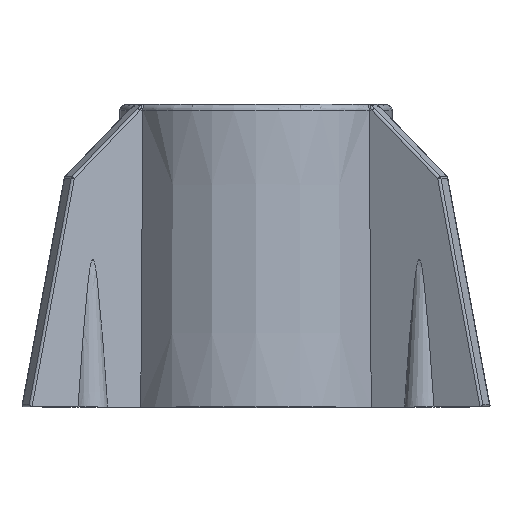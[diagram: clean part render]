
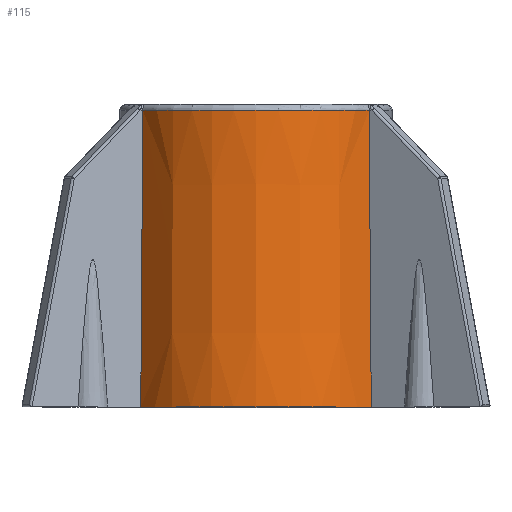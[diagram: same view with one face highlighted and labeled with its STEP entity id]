
A CAD part, top view. The second image highlights one B-rep face of the part: STEP entity #115.
In plain terms, the highlighted conical face has half-angle 0.458 degrees and reference radius 11.25 mm.
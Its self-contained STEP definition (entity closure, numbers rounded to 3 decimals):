
#10 = CARTESIAN_POINT ( 'NONE',  ( -9.35, 24.503, 6.264 ) ) ;
#115 = ADVANCED_FACE ( 'NONE', ( #2308 ), #2209, .T. ) ;
#163 = DIRECTION ( 'NONE',  ( 0., 0., -1. ) ) ;
#223 = VERTEX_POINT ( 'NONE', #2155 ) ;
#309 = CARTESIAN_POINT ( 'NONE',  ( 9.35, 24.5, 6.264 ) ) ;
#370 = CARTESIAN_POINT ( 'NONE',  ( 9.35, 24.501, 6.264 ) ) ;
#412 = VERTEX_POINT ( 'NONE', #1784 ) ;
#425 = CARTESIAN_POINT ( 'NONE',  ( -9.4, 17.226, 6.293 ) ) ;
#497 = CARTESIAN_POINT ( 'NONE',  ( 9.35, 24.5, 6.264 ) ) ;
#508 = CARTESIAN_POINT ( 'NONE',  ( 9.513, 0.893, 6.359 ) ) ;
#533 = EDGE_CURVE ( 'NONE', #1138, #2085, #1267, .T. ) ;
#553 = VERTEX_POINT ( 'NONE', #939 ) ;
#583 = ORIENTED_EDGE ( 'NONE', *, *, #533, .T. ) ;
#651 = ORIENTED_EDGE ( 'NONE', *, *, #1299, .T. ) ;
#678 = CARTESIAN_POINT ( 'NONE',  ( -9.35, 24.501, 6.264 ) ) ;
#828 = AXIS2_PLACEMENT_3D ( 'NONE', #1946, #2630, #915 ) ;
#915 = DIRECTION ( 'NONE',  ( 0., 0., -1. ) ) ;
#925 = B_SPLINE_CURVE_WITH_KNOTS ( 'NONE', 3,
 ( #497, #2907, #1472, #2679, #1447, #508, #1259 ),
 .UNSPECIFIED., .F., .F.,
 ( 4, 3, 4 ),
 ( 0.001, 0.022, 0.025 ),
 .UNSPECIFIED. ) ;
#939 = CARTESIAN_POINT ( 'NONE',  ( -9.35, 24.504, 6.264 ) ) ;
#990 = CIRCLE ( 'NONE', #828, 11.45 ) ;
#1017 = ORIENTED_EDGE ( 'NONE', *, *, #1985, .F. ) ;
#1024 = CARTESIAN_POINT ( 'NONE',  ( 0., 24.504, 0. ) ) ;
#1138 = VERTEX_POINT ( 'NONE', #309 ) ;
#1141 = CARTESIAN_POINT ( 'NONE',  ( -9.52, 0., 6.362 ) ) ;
#1183 = CARTESIAN_POINT ( 'NONE',  ( -9.35, 24.504, 6.264 ) ) ;
#1256 = VERTEX_POINT ( 'NONE', #1141 ) ;
#1259 = CARTESIAN_POINT ( 'NONE',  ( 9.52, 0., 6.362 ) ) ;
#1267 = B_SPLINE_CURVE_WITH_KNOTS ( 'NONE', 3,
 ( #1593, #370, #1344, #2296 ),
 .UNSPECIFIED., .F., .F.,
 ( 4, 4 ),
 ( 0., 0. ),
 .UNSPECIFIED. ) ;
#1299 = EDGE_CURVE ( 'NONE', #223, #1256, #1604, .T. ) ;
#1336 = DIRECTION ( 'NONE',  ( 0., 0., 1. ) ) ;
#1344 = CARTESIAN_POINT ( 'NONE',  ( 9.35, 24.503, 6.264 ) ) ;
#1350 = ORIENTED_EDGE ( 'NONE', *, *, #2127, .T. ) ;
#1395 = CARTESIAN_POINT ( 'NONE',  ( -9.451, 9.953, 6.322 ) ) ;
#1413 = CARTESIAN_POINT ( 'NONE',  ( -9.513, 0.893, 6.359 ) ) ;
#1447 = CARTESIAN_POINT ( 'NONE',  ( 9.507, 1.786, 6.355 ) ) ;
#1472 = CARTESIAN_POINT ( 'NONE',  ( 9.451, 9.953, 6.322 ) ) ;
#1489 = ORIENTED_EDGE ( 'NONE', *, *, #2453, .F. ) ;
#1512 = ORIENTED_EDGE ( 'NONE', *, *, #2978, .T. ) ;
#1593 = CARTESIAN_POINT ( 'NONE',  ( 9.35, 24.5, 6.264 ) ) ;
#1604 = B_SPLINE_CURVE_WITH_KNOTS ( 'NONE', 3,
 ( #1876, #425, #1395, #3088, #1672, #1413, #2368 ),
 .UNSPECIFIED., .F., .F.,
 ( 4, 3, 4 ),
 ( 0.001, 0.022, 0.025 ),
 .UNSPECIFIED. ) ;
#1672 = CARTESIAN_POINT ( 'NONE',  ( -9.507, 1.786, 6.355 ) ) ;
#1751 = B_SPLINE_CURVE_WITH_KNOTS ( 'NONE', 3,
 ( #1183, #10, #678, #2146 ),
 .UNSPECIFIED., .F., .F.,
 ( 4, 4 ),
 ( 0., 0. ),
 .UNSPECIFIED. ) ;
#1760 = DIRECTION ( 'NONE',  ( 0., -1., 0. ) ) ;
#1784 = CARTESIAN_POINT ( 'NONE',  ( 9.52, 0., 6.362 ) ) ;
#1876 = CARTESIAN_POINT ( 'NONE',  ( -9.35, 24.5, 6.264 ) ) ;
#1946 = CARTESIAN_POINT ( 'NONE',  ( 0., 0., 0. ) ) ;
#1985 = EDGE_CURVE ( 'NONE', #412, #1256, #990, .T. ) ;
#2085 = VERTEX_POINT ( 'NONE', #2113 ) ;
#2113 = CARTESIAN_POINT ( 'NONE',  ( 9.35, 24.504, 6.264 ) ) ;
#2117 = EDGE_LOOP ( 'NONE', ( #583, #1512, #1350, #651, #1017, #1489 ) ) ;
#2127 = EDGE_CURVE ( 'NONE', #553, #223, #1751, .T. ) ;
#2146 = CARTESIAN_POINT ( 'NONE',  ( -9.35, 24.5, 6.264 ) ) ;
#2155 = CARTESIAN_POINT ( 'NONE',  ( -9.35, 24.5, 6.264 ) ) ;
#2209 = CONICAL_SURFACE ( 'NONE', #3061, 11.25, 0.008 ) ;
#2296 = CARTESIAN_POINT ( 'NONE',  ( 9.35, 24.504, 6.264 ) ) ;
#2308 = FACE_OUTER_BOUND ( 'NONE', #2117, .T. ) ;
#2368 = CARTESIAN_POINT ( 'NONE',  ( -9.52, 0., 6.362 ) ) ;
#2453 = EDGE_CURVE ( 'NONE', #1138, #412, #925, .T. ) ;
#2520 = DIRECTION ( 'NONE',  ( 0., -1., 0. ) ) ;
#2598 = CIRCLE ( 'NONE', #2648, 11.254 ) ;
#2630 = DIRECTION ( 'NONE',  ( 0., -1., 0. ) ) ;
#2648 = AXIS2_PLACEMENT_3D ( 'NONE', #1024, #1760, #1336 ) ;
#2679 = CARTESIAN_POINT ( 'NONE',  ( 9.501, 2.679, 6.351 ) ) ;
#2907 = CARTESIAN_POINT ( 'NONE',  ( 9.4, 17.226, 6.293 ) ) ;
#2969 = CARTESIAN_POINT ( 'NONE',  ( 0., 25., 0. ) ) ;
#2978 = EDGE_CURVE ( 'NONE', #2085, #553, #2598, .T. ) ;
#3061 = AXIS2_PLACEMENT_3D ( 'NONE', #2969, #2520, #163 ) ;
#3088 = CARTESIAN_POINT ( 'NONE',  ( -9.501, 2.679, 6.351 ) ) ;
